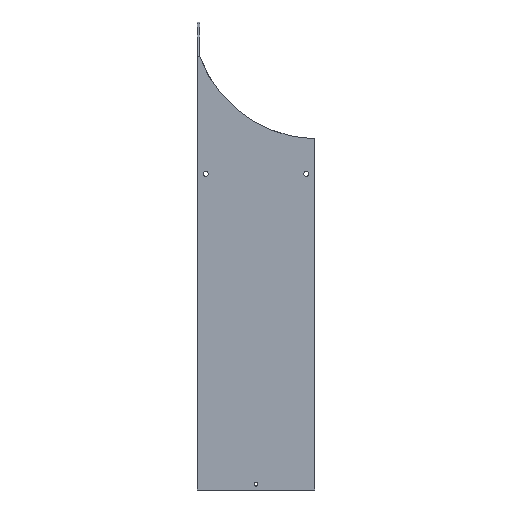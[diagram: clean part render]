
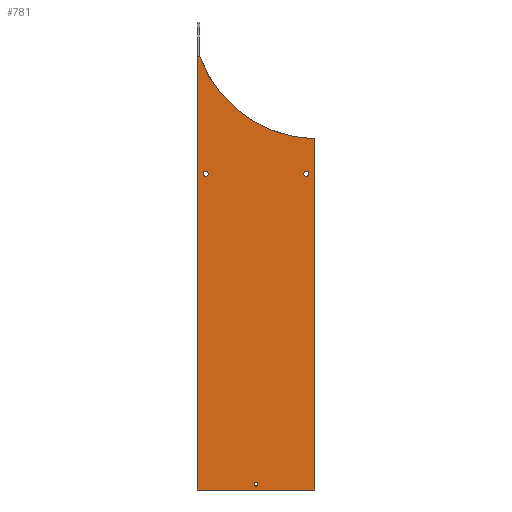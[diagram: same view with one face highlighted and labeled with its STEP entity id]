
A CAD part, left-side view. The second image highlights one B-rep face of the part: STEP entity #781.
In plain terms, the highlighted planar face has unit normal (-1, 0, 0).
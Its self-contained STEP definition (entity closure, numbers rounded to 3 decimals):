
#305=CARTESIAN_POINT('',(-50.0,0.,3.3));
#306=VERTEX_POINT('',#305);
#307=CARTESIAN_POINT('',(-50.0,0.0,5.0));
#308=DIRECTION('',(1.0,0.0,0.0));
#309=DIRECTION('',(0.0,0.0,1.0));
#310=AXIS2_PLACEMENT_3D('',#307,#308,#309);
#311=CIRCLE('',#310,1.7);
#312=EDGE_CURVE('',#306,#306,#311,.T.);
#361=CARTESIAN_POINT('',(-50.0,-40.8,270.0));
#362=VERTEX_POINT('',#361);
#363=CARTESIAN_POINT('',(-50.0,-43.,270.0));
#364=DIRECTION('',(1.0,0.0,0.0));
#365=DIRECTION('',(0.0,-1.0,0.0));
#366=AXIS2_PLACEMENT_3D('',#363,#364,#365);
#367=CIRCLE('',#366,2.2);
#368=EDGE_CURVE('',#362,#362,#367,.T.);
#417=CARTESIAN_POINT('',(-50.0,40.8,270.0));
#418=VERTEX_POINT('',#417);
#419=CARTESIAN_POINT('',(-50.0,43.0,270.0));
#420=DIRECTION('',(1.0,0.0,0.0));
#421=DIRECTION('',(0.0,1.0,0.0));
#422=AXIS2_PLACEMENT_3D('',#419,#420,#421);
#423=CIRCLE('',#422,2.2);
#424=EDGE_CURVE('',#418,#418,#423,.T.);
#434=CARTESIAN_POINT('',(-50.0,-50.0,300.0));
#435=VERTEX_POINT('',#434);
#436=CARTESIAN_POINT('',(-50.,48.,370.0));
#437=VERTEX_POINT('',#436);
#438=CARTESIAN_POINT('',(-50.0,-52.25,406.75));
#439=DIRECTION('',(1.0,0.0,0.0));
#440=DIRECTION('',(0.0,0.939,-0.344));
#441=AXIS2_PLACEMENT_3D('',#438,#439,#440);
#442=CIRCLE('',#441,106.774);
#443=EDGE_CURVE('',#435,#437,#442,.T.);
#645=CARTESIAN_POINT('',(-50.0,-50.0,0.0));
#646=VERTEX_POINT('',#645);
#647=CARTESIAN_POINT('',(-50.0,-50.0,0.0));
#648=DIRECTION('',(0.0,0.0,1.0));
#649=VECTOR('',#648,300.0);
#650=LINE('',#647,#649);
#651=EDGE_CURVE('',#646,#435,#650,.T.);
#696=CARTESIAN_POINT('',(-50.0,50.0,370.0));
#697=VERTEX_POINT('',#696);
#705=CARTESIAN_POINT('',(-50.0,48.,370.0));
#706=DIRECTION('',(0.0,1.0,0.0));
#707=VECTOR('',#706,2.);
#708=LINE('',#705,#707);
#709=EDGE_CURVE('',#437,#697,#708,.T.);
#748=CARTESIAN_POINT('',(-50.0,-50.0,0.0));
#749=DIRECTION('',(-1.0,0.0,0.0));
#750=DIRECTION('',(0.0,0.0,1.0));
#751=AXIS2_PLACEMENT_3D('',#748,#749,#750);
#752=PLANE('',#751);
#753=ORIENTED_EDGE('',*,*,#443,.T.);
#754=ORIENTED_EDGE('',*,*,#709,.T.);
#755=CARTESIAN_POINT('',(-50.0,50.0,0.0));
#756=VERTEX_POINT('',#755);
#757=CARTESIAN_POINT('',(-50.0,50.0,0.0));
#758=DIRECTION('',(0.0,0.0,1.0));
#759=VECTOR('',#758,370.0);
#760=LINE('',#757,#759);
#761=EDGE_CURVE('',#756,#697,#760,.T.);
#762=ORIENTED_EDGE('',*,*,#761,.F.);
#763=CARTESIAN_POINT('',(-50.0,50.0,0.0));
#764=DIRECTION('',(0.0,-1.0,0.0));
#765=VECTOR('',#764,100.0);
#766=LINE('',#763,#765);
#767=EDGE_CURVE('',#756,#646,#766,.T.);
#768=ORIENTED_EDGE('',*,*,#767,.T.);
#769=ORIENTED_EDGE('',*,*,#651,.T.);
#770=EDGE_LOOP('',(#753,#754,#762,#768,#769));
#771=FACE_OUTER_BOUND('',#770,.T.);
#772=ORIENTED_EDGE('',*,*,#312,.T.);
#773=EDGE_LOOP('',(#772));
#774=FACE_BOUND('',#773,.T.);
#775=ORIENTED_EDGE('',*,*,#368,.T.);
#776=EDGE_LOOP('',(#775));
#777=FACE_BOUND('',#776,.T.);
#778=ORIENTED_EDGE('',*,*,#424,.T.);
#779=EDGE_LOOP('',(#778));
#780=FACE_BOUND('',#779,.T.);
#781=ADVANCED_FACE('',(#771,#774,#777,#780),#752,.T.);
